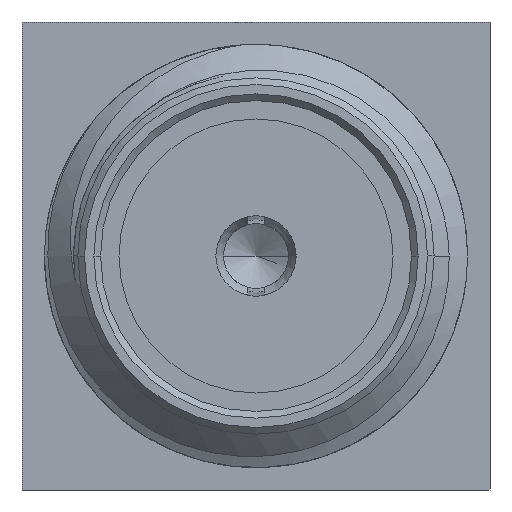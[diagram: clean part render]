
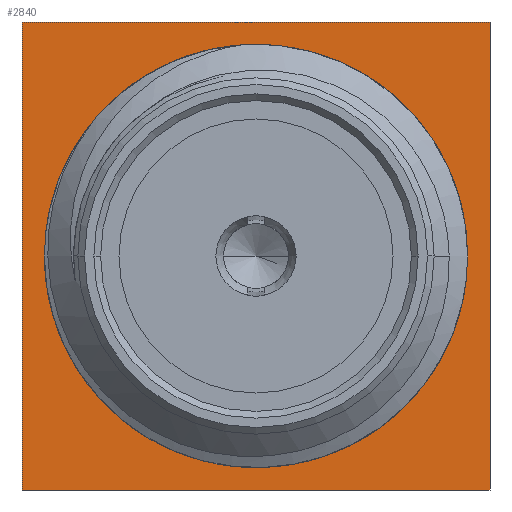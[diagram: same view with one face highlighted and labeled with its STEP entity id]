
A CAD part, left-side view. The second image highlights one B-rep face of the part: STEP entity #2840.
In plain terms, the highlighted planar face has unit normal (-1, 0, 0).
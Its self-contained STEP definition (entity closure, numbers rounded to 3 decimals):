
#279=DIRECTION('',(0.,0.,-1.));
#280=VECTOR('',#279,7.);
#281=CARTESIAN_POINT('',(7.73,-3.5,3.5));
#282=LINE('',#281,#280);
#283=DIRECTION('',(0.,1.,0.));
#284=VECTOR('',#283,7.);
#285=CARTESIAN_POINT('',(7.73,-3.5,-3.5));
#286=LINE('',#285,#284);
#287=DIRECTION('',(0.,0.,1.));
#288=VECTOR('',#287,7.);
#289=CARTESIAN_POINT('',(7.73,3.5,-3.5));
#290=LINE('',#289,#288);
#291=DIRECTION('',(0.,-1.,0.));
#292=VECTOR('',#291,7.);
#293=CARTESIAN_POINT('',(7.73,3.5,3.5));
#294=LINE('',#293,#292);
#295=CARTESIAN_POINT('',(7.73,0.,0.));
#296=DIRECTION('',(-1.,0.,0.));
#297=DIRECTION('',(0.,1.,0.));
#298=AXIS2_PLACEMENT_3D('',#295,#296,#297);
#300=CARTESIAN_POINT('',(7.73,0.,0.));
#301=DIRECTION('',(-1.,0.,0.));
#302=DIRECTION('',(0.,-1.,0.));
#303=AXIS2_PLACEMENT_3D('',#300,#301,#302);
#2162=CARTESIAN_POINT('',(7.73,-3.5,-3.5));
#2163=VERTEX_POINT('',#2162);
#2164=CARTESIAN_POINT('',(7.73,-3.5,3.5));
#2165=VERTEX_POINT('',#2164);
#2192=CARTESIAN_POINT('',(7.73,3.5,3.5));
#2193=VERTEX_POINT('',#2192);
#2206=CARTESIAN_POINT('',(7.73,3.5,-3.5));
#2207=VERTEX_POINT('',#2206);
#2240=CARTESIAN_POINT('',(7.73,3.1,0.));
#2241=CARTESIAN_POINT('',(7.73,-3.1,0.));
#2242=VERTEX_POINT('',#2240);
#2243=VERTEX_POINT('',#2241);
#2823=CARTESIAN_POINT('',(7.73,0.,0.));
#2824=DIRECTION('',(-1.,0.,0.));
#2825=DIRECTION('',(0.,1.,0.));
#2826=AXIS2_PLACEMENT_3D('',#2823,#2824,#2825);
#2827=PLANE('',#2826);
#2828=ORIENTED_EDGE('',*,*,#2503,.T.);
#2829=ORIENTED_EDGE('',*,*,#2655,.T.);
#2830=ORIENTED_EDGE('',*,*,#2615,.T.);
#2831=ORIENTED_EDGE('',*,*,#2575,.T.);
#2832=EDGE_LOOP('',(#2828,#2829,#2830,#2831));
#2833=FACE_OUTER_BOUND('',#2832,.F.);
#2835=ORIENTED_EDGE('',*,*,#2834,.T.);
#2837=ORIENTED_EDGE('',*,*,#2836,.T.);
#2838=EDGE_LOOP('',(#2835,#2837));
#2839=FACE_BOUND('',#2838,.F.);
#2840=ADVANCED_FACE('',(#2833,#2839),#2827,.T.);
#299=CIRCLE('',#298,3.1);
#304=CIRCLE('',#303,3.1);
#2503=EDGE_CURVE('',#2165,#2163,#282,.T.);
#2575=EDGE_CURVE('',#2193,#2165,#294,.T.);
#2615=EDGE_CURVE('',#2207,#2193,#290,.T.);
#2655=EDGE_CURVE('',#2163,#2207,#286,.T.);
#2834=EDGE_CURVE('',#2242,#2243,#299,.T.);
#2836=EDGE_CURVE('',#2243,#2242,#304,.T.);
